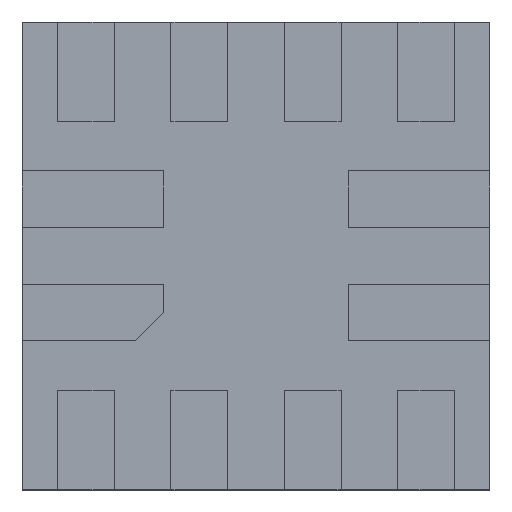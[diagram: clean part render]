
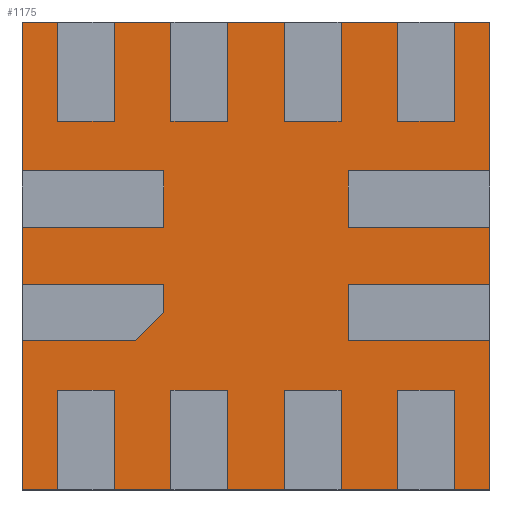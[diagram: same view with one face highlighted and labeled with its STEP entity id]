
A CAD part, top view. The second image highlights one B-rep face of the part: STEP entity #1175.
In plain terms, the highlighted planar face has unit normal (0, 0, 1).
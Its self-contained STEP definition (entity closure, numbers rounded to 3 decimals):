
#881 = PLANE('',#882);
#882 = AXIS2_PLACEMENT_3D('',#883,#884,#885);
#883 = CARTESIAN_POINT('',(-1.,-0.9,0.));
#884 = DIRECTION('',(0.,-1.,0.));
#885 = DIRECTION('',(1.,0.,0.));
#909 = PLANE('',#910);
#910 = AXIS2_PLACEMENT_3D('',#911,#912,#913);
#911 = CARTESIAN_POINT('',(-0.7,0.75,0.));
#912 = DIRECTION('',(-1.,0.,0.));
#913 = DIRECTION('',(0.,-1.,0.));
#937 = PLANE('',#938);
#938 = AXIS2_PLACEMENT_3D('',#939,#940,#941);
#939 = CARTESIAN_POINT('',(1.,0.75,0.));
#940 = DIRECTION('',(0.,1.,0.));
#941 = DIRECTION('',(0.,-0.,1.));
#963 = PLANE('',#964);
#964 = AXIS2_PLACEMENT_3D('',#965,#966,#967);
#965 = CARTESIAN_POINT('',(0.95,-0.75,0.));
#966 = DIRECTION('',(1.,0.,0.));
#967 = DIRECTION('',(0.,0.,-1.));
#980 = VERTEX_POINT('',#981);
#981 = CARTESIAN_POINT('',(0.95,0.75,0.55));
#1002 = EDGE_CURVE('',#980,#1003,#1005,.T.);
#1003 = VERTEX_POINT('',#1004);
#1004 = CARTESIAN_POINT('',(0.95,-0.9,0.55));
#1005 = SURFACE_CURVE('',#1006,(#1010,#1017),.PCURVE_S1.);
#1006 = LINE('',#1007,#1008);
#1007 = CARTESIAN_POINT('',(0.95,-0.75,0.55));
#1008 = VECTOR('',#1009,1.);
#1009 = DIRECTION('',(0.,-1.,-0.));
#1010 = PCURVE('',#963,#1011);
#1011 = DEFINITIONAL_REPRESENTATION('',(#1012),#1016);
#1012 = LINE('',#1013,#1014);
#1013 = CARTESIAN_POINT('',(-0.55,0.));
#1014 = VECTOR('',#1015,1.);
#1015 = DIRECTION('',(0.,-1.));
#1016 = ( GEOMETRIC_REPRESENTATION_CONTEXT(2) 
PARAMETRIC_REPRESENTATION_CONTEXT() REPRESENTATION_CONTEXT('2D SPACE',''
  ) );
#1017 = PCURVE('',#1018,#1023);
#1018 = PLANE('',#1019);
#1019 = AXIS2_PLACEMENT_3D('',#1020,#1021,#1022);
#1020 = CARTESIAN_POINT('',(0.,0.,0.55));
#1021 = DIRECTION('',(0.,0.,1.));
#1022 = DIRECTION('',(1.,0.,-0.));
#1023 = DEFINITIONAL_REPRESENTATION('',(#1024),#1028);
#1024 = LINE('',#1025,#1026);
#1025 = CARTESIAN_POINT('',(0.95,-0.75));
#1026 = VECTOR('',#1027,1.);
#1027 = DIRECTION('',(0.,-1.));
#1028 = ( GEOMETRIC_REPRESENTATION_CONTEXT(2) 
PARAMETRIC_REPRESENTATION_CONTEXT() REPRESENTATION_CONTEXT('2D SPACE',''
  ) );
#1054 = EDGE_CURVE('',#1003,#1055,#1057,.T.);
#1055 = VERTEX_POINT('',#1056);
#1056 = CARTESIAN_POINT('',(-0.7,-0.9,0.55));
#1057 = SURFACE_CURVE('',#1058,(#1062,#1069),.PCURVE_S1.);
#1058 = LINE('',#1059,#1060);
#1059 = CARTESIAN_POINT('',(-1.,-0.9,0.55));
#1060 = VECTOR('',#1061,1.);
#1061 = DIRECTION('',(-1.,0.,-0.));
#1062 = PCURVE('',#881,#1063);
#1063 = DEFINITIONAL_REPRESENTATION('',(#1064),#1068);
#1064 = LINE('',#1065,#1066);
#1065 = CARTESIAN_POINT('',(0.,0.55));
#1066 = VECTOR('',#1067,1.);
#1067 = DIRECTION('',(-1.,0.));
#1068 = ( GEOMETRIC_REPRESENTATION_CONTEXT(2) 
PARAMETRIC_REPRESENTATION_CONTEXT() REPRESENTATION_CONTEXT('2D SPACE',''
  ) );
#1069 = PCURVE('',#1018,#1070);
#1070 = DEFINITIONAL_REPRESENTATION('',(#1071),#1075);
#1071 = LINE('',#1072,#1073);
#1072 = CARTESIAN_POINT('',(-1.,-0.9));
#1073 = VECTOR('',#1074,1.);
#1074 = DIRECTION('',(-1.,0.));
#1075 = ( GEOMETRIC_REPRESENTATION_CONTEXT(2) 
PARAMETRIC_REPRESENTATION_CONTEXT() REPRESENTATION_CONTEXT('2D SPACE',''
  ) );
#1105 = EDGE_CURVE('',#1055,#1106,#1108,.T.);
#1106 = VERTEX_POINT('',#1107);
#1107 = CARTESIAN_POINT('',(-0.7,0.75,0.55));
#1108 = SURFACE_CURVE('',#1109,(#1113,#1120),.PCURVE_S1.);
#1109 = LINE('',#1110,#1111);
#1110 = CARTESIAN_POINT('',(-0.7,0.75,0.55));
#1111 = VECTOR('',#1112,1.);
#1112 = DIRECTION('',(0.,1.,-0.));
#1113 = PCURVE('',#909,#1114);
#1114 = DEFINITIONAL_REPRESENTATION('',(#1115),#1119);
#1115 = LINE('',#1116,#1117);
#1116 = CARTESIAN_POINT('',(0.,0.55));
#1117 = VECTOR('',#1118,1.);
#1118 = DIRECTION('',(-1.,0.));
#1119 = ( GEOMETRIC_REPRESENTATION_CONTEXT(2) 
PARAMETRIC_REPRESENTATION_CONTEXT() REPRESENTATION_CONTEXT('2D SPACE',''
  ) );
#1120 = PCURVE('',#1018,#1121);
#1121 = DEFINITIONAL_REPRESENTATION('',(#1122),#1126);
#1122 = LINE('',#1123,#1124);
#1123 = CARTESIAN_POINT('',(-0.7,0.75));
#1124 = VECTOR('',#1125,1.);
#1125 = DIRECTION('',(0.,1.));
#1126 = ( GEOMETRIC_REPRESENTATION_CONTEXT(2) 
PARAMETRIC_REPRESENTATION_CONTEXT() REPRESENTATION_CONTEXT('2D SPACE',''
  ) );
#1153 = EDGE_CURVE('',#1106,#980,#1154,.T.);
#1154 = SURFACE_CURVE('',#1155,(#1159,#1166),.PCURVE_S1.);
#1155 = LINE('',#1156,#1157);
#1156 = CARTESIAN_POINT('',(1.,0.75,0.55));
#1157 = VECTOR('',#1158,1.);
#1158 = DIRECTION('',(1.,0.,-0.));
#1159 = PCURVE('',#937,#1160);
#1160 = DEFINITIONAL_REPRESENTATION('',(#1161),#1165);
#1161 = LINE('',#1162,#1163);
#1162 = CARTESIAN_POINT('',(0.55,0.));
#1163 = VECTOR('',#1164,1.);
#1164 = DIRECTION('',(0.,1.));
#1165 = ( GEOMETRIC_REPRESENTATION_CONTEXT(2) 
PARAMETRIC_REPRESENTATION_CONTEXT() REPRESENTATION_CONTEXT('2D SPACE',''
  ) );
#1166 = PCURVE('',#1018,#1167);
#1167 = DEFINITIONAL_REPRESENTATION('',(#1168),#1172);
#1168 = LINE('',#1169,#1170);
#1169 = CARTESIAN_POINT('',(1.,0.75));
#1170 = VECTOR('',#1171,1.);
#1171 = DIRECTION('',(1.,0.));
#1172 = ( GEOMETRIC_REPRESENTATION_CONTEXT(2) 
PARAMETRIC_REPRESENTATION_CONTEXT() REPRESENTATION_CONTEXT('2D SPACE',''
  ) );
#1175 = ADVANCED_FACE('',(#1176),#1018,.T.);
#1176 = FACE_BOUND('',#1177,.T.);
#1177 = EDGE_LOOP('',(#1178,#1179,#1180,#1181));
#1178 = ORIENTED_EDGE('',*,*,#1105,.F.);
#1179 = ORIENTED_EDGE('',*,*,#1054,.F.);
#1180 = ORIENTED_EDGE('',*,*,#1002,.F.);
#1181 = ORIENTED_EDGE('',*,*,#1153,.F.);
